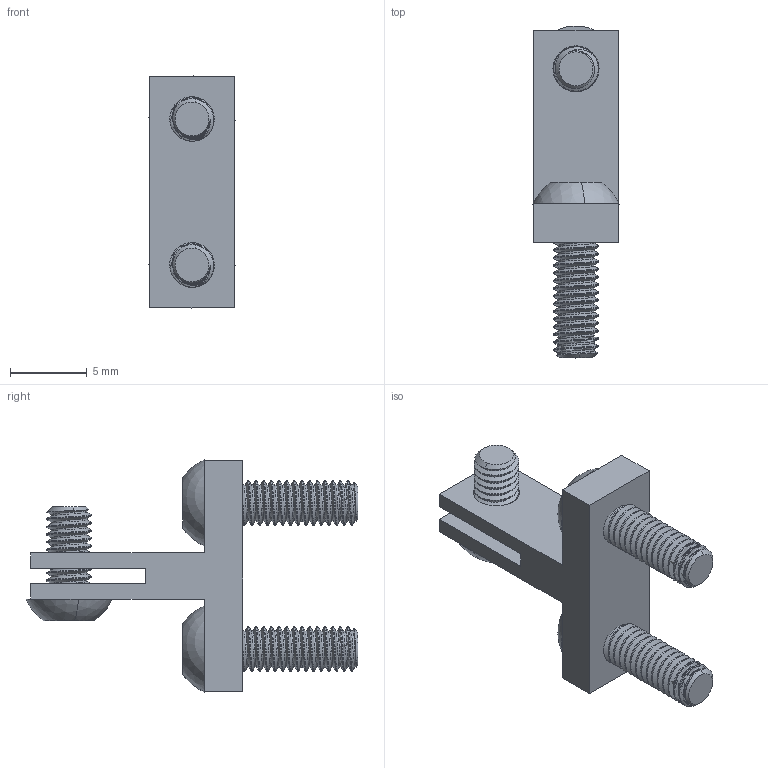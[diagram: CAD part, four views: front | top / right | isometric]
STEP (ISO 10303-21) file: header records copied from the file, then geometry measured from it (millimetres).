
FILE_DESCRIPTION (( 'STEP AP214' ), '1' );
FILE_NAME ('Êðîíøòåéí ïîä ïëàòó PWM Controller, ñáîðêà.STEP', '2023-06-21T11:38:04', ( '' ), ( '' ), 'SwSTEP 2.0', 'SolidWorks 2021', '' );
FILE_SCHEMA (( 'AUTOMOTIVE_DESIGN' ));
Length unit declared in the file: millimetre
Products named in the file (4): Âèíò M3õ6; Êðîíøòåéí ïîä ïëàòó PWM Controller; 鎔艜 M3; Êðîíøòåéí ïîä ïëàòó PWM Controller, ñáîðêà
Assembly tree (4 placements, depth 2):
  Êðîíøòåéí ïîä ïëàòó PWM Controller, ñáîðêà
    Êðîíøòåéí ïîä ïëàòó PWM Controller
    鎔艜 M3  x2
    Âèíò M3õ6
Bounding box: 5.6 x 21.6 x 15.1 mm (x, y, z)
Volume: 515.5 mm3; surface area: 1071 mm2
Topology: 4 solids, 4 shells, 180 faces, 492 edges, 326 vertices
Faces by surface type: cylinder 112, plane 47, bspline 9, sphere 6, cone 6
Entity records: 11138 total; most frequent: CARTESIAN_POINT 8265, ORIENTED_EDGE 664, DIRECTION 480, EDGE_CURVE 332, VERTEX_POINT 220, AXIS2_PLACEMENT_3D 163, LINE 154, VECTOR 154
